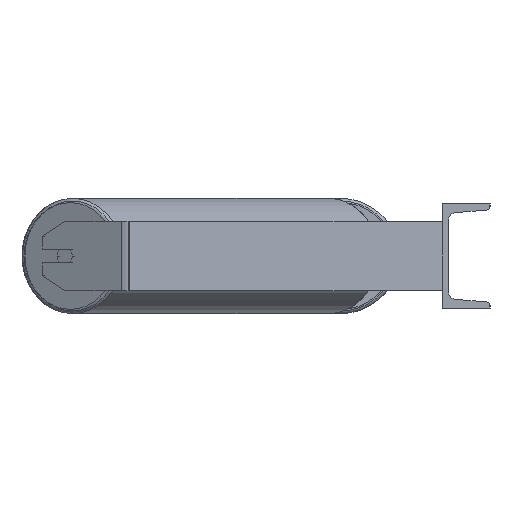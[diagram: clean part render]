
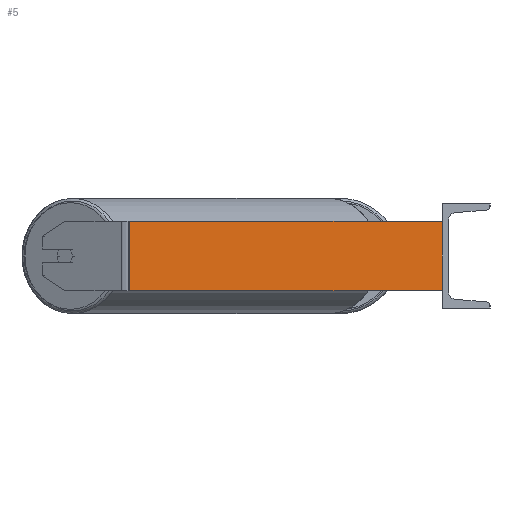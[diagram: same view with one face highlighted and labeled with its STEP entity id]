
A CAD part, left-side view. The second image highlights one B-rep face of the part: STEP entity #5.
In plain terms, the highlighted planar face has unit normal (-0.996, -0.087, 0).
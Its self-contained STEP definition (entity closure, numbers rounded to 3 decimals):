
#5 = ADVANCED_FACE ( 'NONE', ( #2953 ), #3677, .F. ) ;
#345 = CARTESIAN_POINT ( 'NONE',  ( -916.576, 360.913, 40. ) ) ;
#477 = EDGE_CURVE ( 'NONE', #8434, #5720, #5139, .T. ) ;
#737 = EDGE_CURVE ( 'NONE', #3180, #6682, #7093, .T. ) ;
#747 = LINE ( 'NONE', #5651, #5586 ) ;
#1233 = VECTOR ( 'NONE', #4437, 1000. ) ;
#1417 = DIRECTION ( 'NONE',  ( -0.087, 0.996, 0. ) ) ;
#1570 = AXIS2_PLACEMENT_3D ( 'NONE', #8459, #5765, #1417 ) ;
#2743 = DIRECTION ( 'NONE',  ( 0., 0., -1. ) ) ;
#2953 = FACE_OUTER_BOUND ( 'NONE', #5989, .T. ) ;
#3180 = VERTEX_POINT ( 'NONE', #5706 ) ;
#3290 = ORIENTED_EDGE ( 'NONE', *, *, #7865, .T. ) ;
#3395 = ORIENTED_EDGE ( 'NONE', *, *, #477, .F. ) ;
#3569 = CARTESIAN_POINT ( 'NONE',  ( -917.015, 365.939, -40. ) ) ;
#3605 = ORIENTED_EDGE ( 'NONE', *, *, #737, .T. ) ;
#3677 = PLANE ( 'NONE',  #1570 ) ;
#3741 = DIRECTION ( 'NONE',  ( 0.087, -0.996, 0. ) ) ;
#4437 = DIRECTION ( 'NONE',  ( 0.087, -0.996, 0. ) ) ;
#4880 = EDGE_CURVE ( 'NONE', #5720, #6682, #747, .T. ) ;
#5139 = LINE ( 'NONE', #6492, #1233 ) ;
#5368 = LINE ( 'NONE', #8186, #8058 ) ;
#5586 = VECTOR ( 'NONE', #2743, 1000. ) ;
#5651 = CARTESIAN_POINT ( 'NONE',  ( -885., 0., 40. ) ) ;
#5706 = CARTESIAN_POINT ( 'NONE',  ( -916.576, 360.913, -40. ) ) ;
#5720 = VERTEX_POINT ( 'NONE', #5966 ) ;
#5765 = DIRECTION ( 'NONE',  ( 0.996, 0.087, 0. ) ) ;
#5966 = CARTESIAN_POINT ( 'NONE',  ( -885., 0., 40. ) ) ;
#5989 = EDGE_LOOP ( 'NONE', ( #3605, #6543, #3395, #3290 ) ) ;
#6492 = CARTESIAN_POINT ( 'NONE',  ( -917.015, 365.939, 40. ) ) ;
#6543 = ORIENTED_EDGE ( 'NONE', *, *, #4880, .F. ) ;
#6682 = VERTEX_POINT ( 'NONE', #7976 ) ;
#6826 = DIRECTION ( 'NONE',  ( 0., 0., -1. ) ) ;
#7093 = LINE ( 'NONE', #3569, #8294 ) ;
#7865 = EDGE_CURVE ( 'NONE', #8434, #3180, #5368, .T. ) ;
#7976 = CARTESIAN_POINT ( 'NONE',  ( -885., 0., -40. ) ) ;
#8058 = VECTOR ( 'NONE', #6826, 1000. ) ;
#8186 = CARTESIAN_POINT ( 'NONE',  ( -916.576, 360.913, 40. ) ) ;
#8294 = VECTOR ( 'NONE', #3741, 1000. ) ;
#8434 = VERTEX_POINT ( 'NONE', #345 ) ;
#8459 = CARTESIAN_POINT ( 'NONE',  ( -917.015, 365.939, 40. ) ) ;
